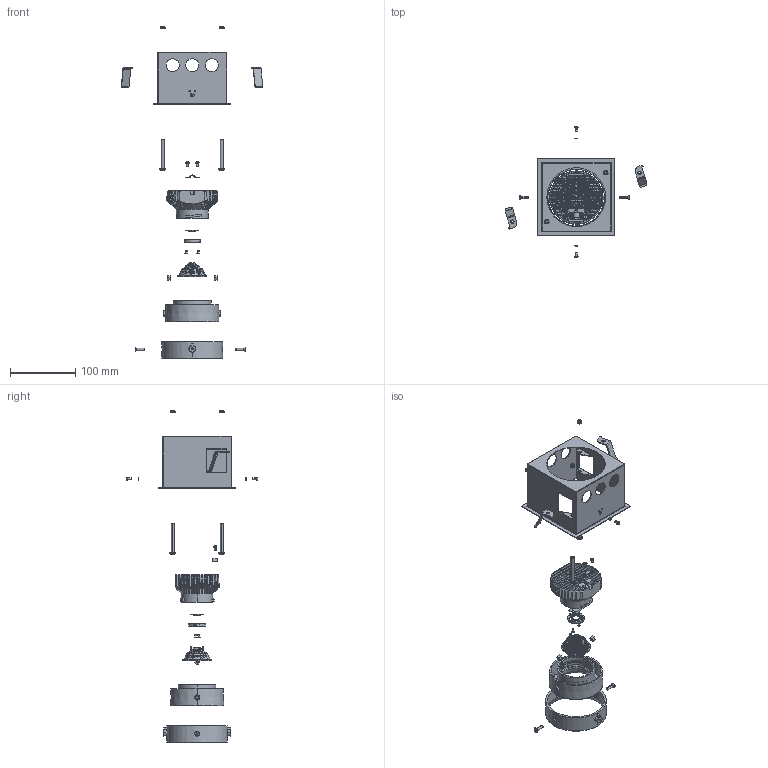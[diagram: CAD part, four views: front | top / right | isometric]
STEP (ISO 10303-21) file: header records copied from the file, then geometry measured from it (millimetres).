
FILE_DESCRIPTION (( 'STEP AP203' ), '1' );
FILE_NAME ('SWG-MOD-RE1219.STEP', '2020-03-16T01:31:05', ( 'PC' ), ( 'Microsoft' ), 'SwSTEP 2.0', 'SolidWorks 2017', '' );
FILE_SCHEMA (( 'CONFIG_CONTROL_DESIGN' ));
Length unit declared in the file: millimetre
Products named in the file (19): SWG-12W 腑芛; SL-CXA1507-HD-A-V2; SWG-12W 1腑俋遺; 3X6埴芛囀鞠蹟佪; M5X60; M3疏檢貌侗; SWG-12W 笢遺; M5滅侂蹟譫; SWG-MOD-RE1219; CXA 1507; 揤啣; 僭倛揤盄啣; M4滅侂蹟譫; 3X5埴芛囀鞠蹟佪; RE-001A-R0ヶ遠; M2.5X5沉头十字小头螺丝; RE-001A-R0散热器2018-04-16开模的后加工图; M4X14麥芛囀鞠褒蹟佪; SHI-SL-04460B
Assembly tree (27 placements, depth 3):
  SWG-MOD-RE1219
    SWG-12W 1腑俋遺
    M5X60  x2
    M5滅侂蹟譫  x2
    揤啣  x2
    SWG-12W 腑芛
      M4滅侂蹟譫  x2
      RE-001A-R0ヶ遠
      RE-001A-R0散热器2018-04-16开模的后加工图
      SHI-SL-04460B
      SL-CXA1507-HD-A-V2
      SWG-12W 笢遺
      CXA 1507
      僭倛揤盄啣
      3X5埴芛囀鞠蹟佪  x2
      M2.5X5沉头十字小头螺丝  x2
      M4X14麥芛囀鞠褒蹟佪  x2
    3X6埴芛囀鞠蹟佪  x2
    M3疏檢貌侗  x2
Bounding box: 217.33 x 201.85 x 508.21 mm (x, y, z)
Volume: 166385.1 mm3; surface area: 188855.9 mm2
Topology: 26 solids, 26 shells, 2995 faces, 7141 edges, 4188 vertices
Faces by surface type: bspline 1625, plane 674, cylinder 377, cone 208, torus 74, sphere 37
Entity records: 232955 total; most frequent: CARTESIAN_POINT 179337, ORIENTED_EDGE 13200, EDGE_CURVE 6600, DIRECTION 6093, VERTEX_POINT 3891, B_SPLINE_CURVE_WITH_KNOTS 3661, EDGE_LOOP 2903, FACE_OUTER_BOUND 2787
